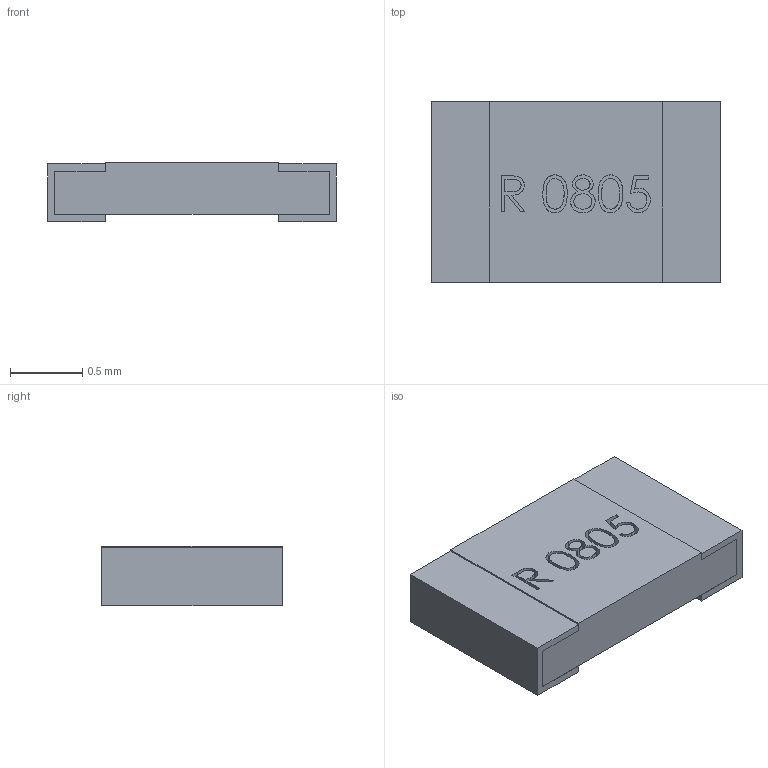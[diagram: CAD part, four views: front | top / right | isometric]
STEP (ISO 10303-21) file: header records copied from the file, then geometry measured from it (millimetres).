
FILE_DESCRIPTION (( 'STEP AP214' ), '1' );
FILE_NAME ('User Library-RES_0805.STEP', '2012-12-04T15:31:28', ( 'Windows User' ), ( '' ), 'SwSTEP 2.0', 'SolidWorks 2013', '' );
FILE_SCHEMA (( 'AUTOMOTIVE_DESIGN' ));
Length unit declared in the file: centimetre
Products named in the file (3): User Library-RES_0805_User Library-RES_0805L_RES_0805_Body_1_1; User Library-RES_0805_User Library-RES_0805L_RES_0805_Lead_1_Default_1; User Library-RES_0805
Assembly tree (3 placements, depth 2):
  User Library-RES_0805
    User Library-RES_0805_User Library-RES_0805L_RES_0805_Lead_1_Default_1  x2
    User Library-RES_0805_User Library-RES_0805L_RES_0805_Body_1_1
Bounding box: 2 x 1.25 x 0.41 mm (x, y, z)
Volume: 0.9 mm3; surface area: 13.6 mm2
Topology: 3 solids, 3 shells, 105 faces, 267 edges, 178 vertices
Faces by surface type: plane 57, bspline 48
Entity records: 8924 total; most frequent: CARTESIAN_POINT 5786, ORIENTED_EDGE 486, DIRECTION 253, EDGE_CURVE 243, VERTEX_POINT 162, VECTOR 147, LINE 147, EDGE_LOOP 105
